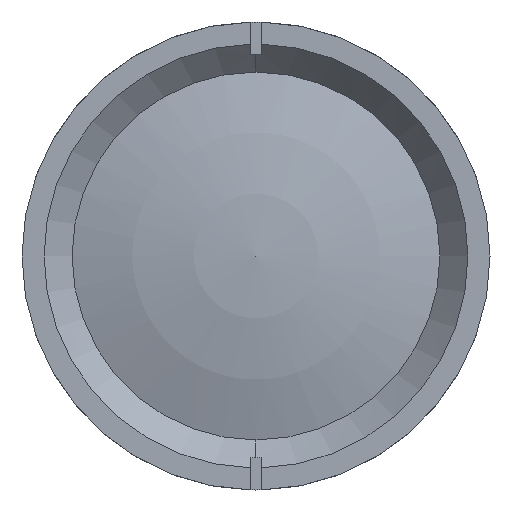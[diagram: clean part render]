
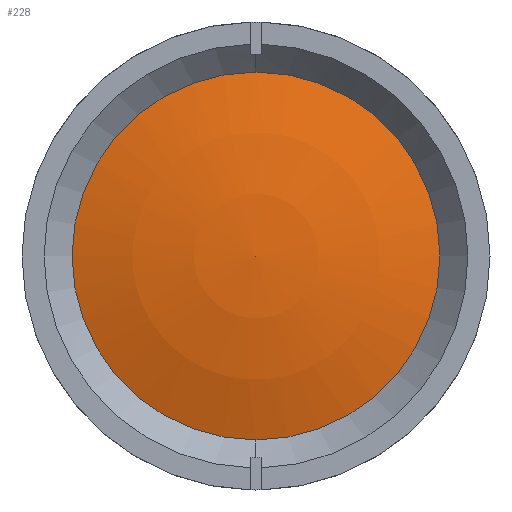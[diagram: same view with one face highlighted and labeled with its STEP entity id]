
A CAD part, front view. The second image highlights one B-rep face of the part: STEP entity #228.
In plain terms, the highlighted spherical face has radius 50.43 mm.
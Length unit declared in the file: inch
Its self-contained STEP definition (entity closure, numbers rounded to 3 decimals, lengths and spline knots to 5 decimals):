
#158 = CIRCLE ( 'NONE', #161, 0.591 ) ;
#161 = AXIS2_PLACEMENT_3D ( 'NONE', #749, #750, #751 ) ;
#215 = EDGE_CURVE ( 'NONE', #539, #548, #909, .T. ) ;
#228 = ADVANCED_FACE ( 'NONE', ( #1531 ), #1533, .T. ) ;
#294 = CARTESIAN_POINT ( 'NONE',  ( -5.74213, -0.65391, 3.75742 ) ) ;
#303 = CARTESIAN_POINT ( 'NONE',  ( -5.74213, -0.65391, 2.57542 ) ) ;
#539 = VERTEX_POINT ( 'NONE', #294 ) ;
#548 = VERTEX_POINT ( 'NONE', #303 ) ;
#577 = EDGE_LOOP ( 'NONE', ( #1784, #1783 ) ) ;
#749 = CARTESIAN_POINT ( 'NONE',  ( -5.74213, -0.65391, 3.16642 ) ) ;
#750 = DIRECTION ( 'NONE',  ( 0., -1., 0. ) ) ;
#751 = DIRECTION ( 'NONE',  ( 0., 0., -1. ) ) ;
#830 = AXIS2_PLACEMENT_3D ( 'NONE', #1275, #1277, #1279 ) ;
#909 = CIRCLE ( 'NONE', #830, 0.591 ) ;
#916 = AXIS2_PLACEMENT_3D ( 'NONE', #1558, #1560, #1562 ) ;
#1275 = CARTESIAN_POINT ( 'NONE',  ( -5.74213, -0.65391, 3.16642 ) ) ;
#1277 = DIRECTION ( 'NONE',  ( 0., -1., 0. ) ) ;
#1279 = DIRECTION ( 'NONE',  ( 0., 0., -1. ) ) ;
#1531 = FACE_OUTER_BOUND ( 'NONE', #577, .T. ) ;
#1533 = SPHERICAL_SURFACE ( 'NONE', #916, 1.98545 ) ;
#1558 = CARTESIAN_POINT ( 'NONE',  ( -5.74213, 1.24154, 3.16642 ) ) ;
#1560 = DIRECTION ( 'NONE',  ( 0., 1., 0. ) ) ;
#1562 = DIRECTION ( 'NONE',  ( 1., 0., 0. ) ) ;
#1695 = EDGE_CURVE ( 'NONE', #548, #539, #158, .T. ) ;
#1783 = ORIENTED_EDGE ( 'NONE', *, *, #215, .T. ) ;
#1784 = ORIENTED_EDGE ( 'NONE', *, *, #1695, .T. ) ;
